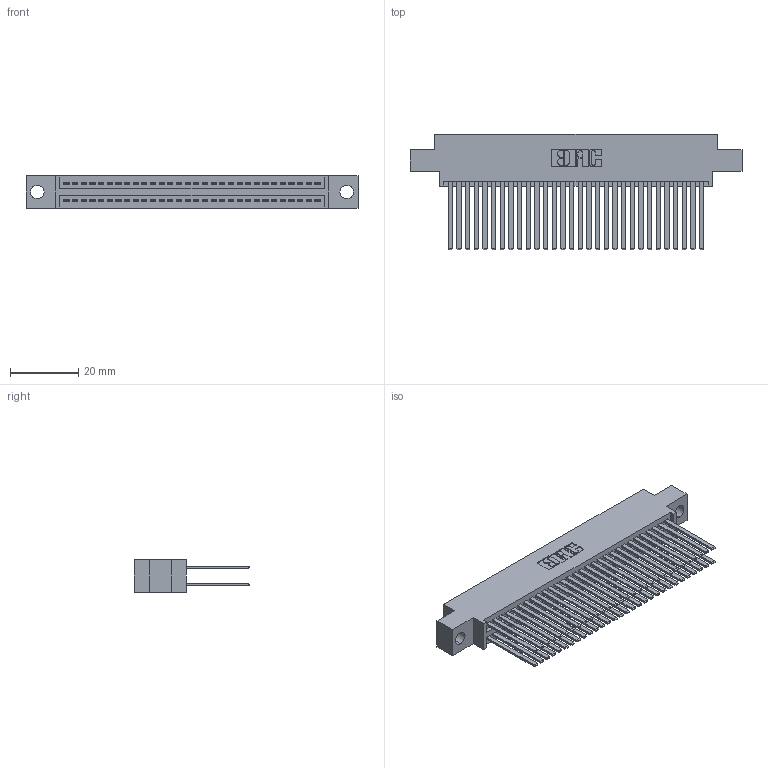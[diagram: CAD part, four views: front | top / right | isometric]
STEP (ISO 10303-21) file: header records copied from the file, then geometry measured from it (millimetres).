
FILE_DESCRIPTION (( 'STEP AP203' ), '1' );
FILE_NAME ('345-060-544-804.STEP', '2018-09-27T03:33:07', ( '' ), ( '' ), 'SwSTEP 2.0', 'SolidWorks 2016', '' );
FILE_SCHEMA (( 'CONFIG_CONTROL_DESIGN' ));
Length unit declared in the file: inch
Products named in the file (3): 345-060-544-804; 345 Part_0.170 Offset - 0.156 Dia-TH; 345-292-001_345-293-144
Assembly tree (61 placements, depth 2):
  345-060-544-804
    345 Part_0.170 Offset - 0.156 Dia-TH
    345-292-001_345-293-144  x60
Bounding box: 97.41 x 33.96 x 9.4 mm (x, y, z)
Volume: 9990.9 mm3; surface area: 16959.6 mm2
Topology: 61 solids, 61 shells, 2770 faces, 8213 edges, 5394 vertices
Faces by surface type: plane 1824, cylinder 946
Entity records: 25105 total; most frequent: CARTESIAN_POINT 4220, ORIENTED_EDGE 4154, DIRECTION 3733, EDGE_CURVE 2077, LINE 1829, VECTOR 1829, VERTEX_POINT 1382, AXIS2_PLACEMENT_3D 952
